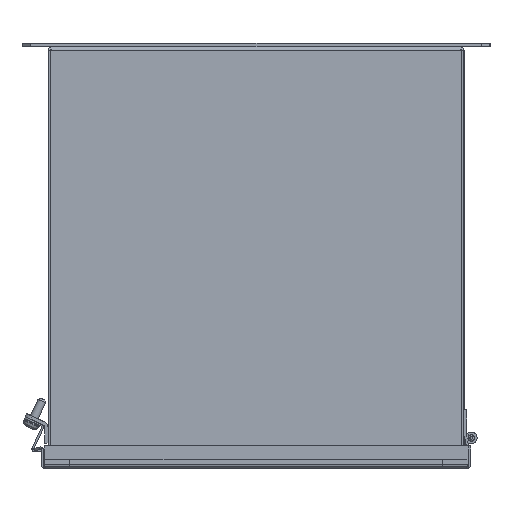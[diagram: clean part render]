
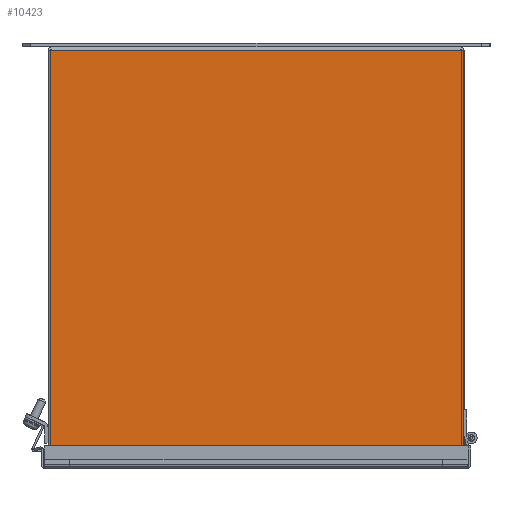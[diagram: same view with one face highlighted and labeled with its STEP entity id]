
A CAD part, left-side view. The second image highlights one B-rep face of the part: STEP entity #10423.
In plain terms, the highlighted planar face has unit normal (-1, 0, 0).
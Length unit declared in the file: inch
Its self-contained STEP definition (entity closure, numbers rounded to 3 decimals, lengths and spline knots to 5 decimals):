
#1243 = VECTOR ( 'NONE', #2504, 39.37008 ) ;
#1933 = CARTESIAN_POINT ( 'NONE',  ( -24., 0., 0. ) ) ;
#2258 = ORIENTED_EDGE ( 'NONE', *, *, #10367, .T. ) ;
#2504 = DIRECTION ( 'NONE',  ( 0., 0., -1. ) ) ;
#3129 = DIRECTION ( 'NONE',  ( 1., 0., 0. ) ) ;
#4307 = VERTEX_POINT ( 'NONE', #1933 ) ;
#4310 = LINE ( 'NONE', #15879, #18375 ) ;
#4964 = DIRECTION ( 'NONE',  ( 0., 0., -1. ) ) ;
#5712 = EDGE_CURVE ( 'NONE', #10995, #4307, #10980, .T. ) ;
#6500 = DIRECTION ( 'NONE',  ( 0., -1., 0. ) ) ;
#7920 = CARTESIAN_POINT ( 'NONE',  ( -24., 11.78, -12. ) ) ;
#8508 = VECTOR ( 'NONE', #16673, 39.37008 ) ;
#8623 = FACE_OUTER_BOUND ( 'NONE', #13179, .T. ) ;
#9121 = CARTESIAN_POINT ( 'NONE',  ( -24., 0., 0. ) ) ;
#9296 = VERTEX_POINT ( 'NONE', #7920 ) ;
#9351 = LINE ( 'NONE', #9466, #15435 ) ;
#9466 = CARTESIAN_POINT ( 'NONE',  ( -24., 11.89, -12. ) ) ;
#9624 = CARTESIAN_POINT ( 'NONE',  ( -24., 11.78, 0. ) ) ;
#10122 = LINE ( 'NONE', #9624, #1243 ) ;
#10367 = EDGE_CURVE ( 'NONE', #15809, #9296, #10122, .T. ) ;
#10423 = ADVANCED_FACE ( 'NONE', ( #8623 ), #14331, .F. ) ;
#10521 = EDGE_CURVE ( 'NONE', #9296, #10995, #9351, .T. ) ;
#10980 = LINE ( 'NONE', #9121, #8508 ) ;
#10995 = VERTEX_POINT ( 'NONE', #17719 ) ;
#13179 = EDGE_LOOP ( 'NONE', ( #17369, #19137, #18660, #2258 ) ) ;
#14331 = PLANE ( 'NONE',  #17825 ) ;
#15435 = VECTOR ( 'NONE', #19500, 39.37008 ) ;
#15809 = VERTEX_POINT ( 'NONE', #17614 ) ;
#15879 = CARTESIAN_POINT ( 'NONE',  ( -24., 11.89, 0. ) ) ;
#16673 = DIRECTION ( 'NONE',  ( 0., 0., 1. ) ) ;
#17369 = ORIENTED_EDGE ( 'NONE', *, *, #10521, .T. ) ;
#17614 = CARTESIAN_POINT ( 'NONE',  ( -24., 11.78, 0. ) ) ;
#17719 = CARTESIAN_POINT ( 'NONE',  ( -24., 0., -12. ) ) ;
#17825 = AXIS2_PLACEMENT_3D ( 'NONE', #21875, #3129, #4964 ) ;
#18375 = VECTOR ( 'NONE', #6500, 39.37008 ) ;
#18660 = ORIENTED_EDGE ( 'NONE', *, *, #20974, .F. ) ;
#19137 = ORIENTED_EDGE ( 'NONE', *, *, #5712, .T. ) ;
#19500 = DIRECTION ( 'NONE',  ( 0., -1., 0. ) ) ;
#20974 = EDGE_CURVE ( 'NONE', #15809, #4307, #4310, .T. ) ;
#21875 = CARTESIAN_POINT ( 'NONE',  ( -24., 11.89, 0. ) ) ;
